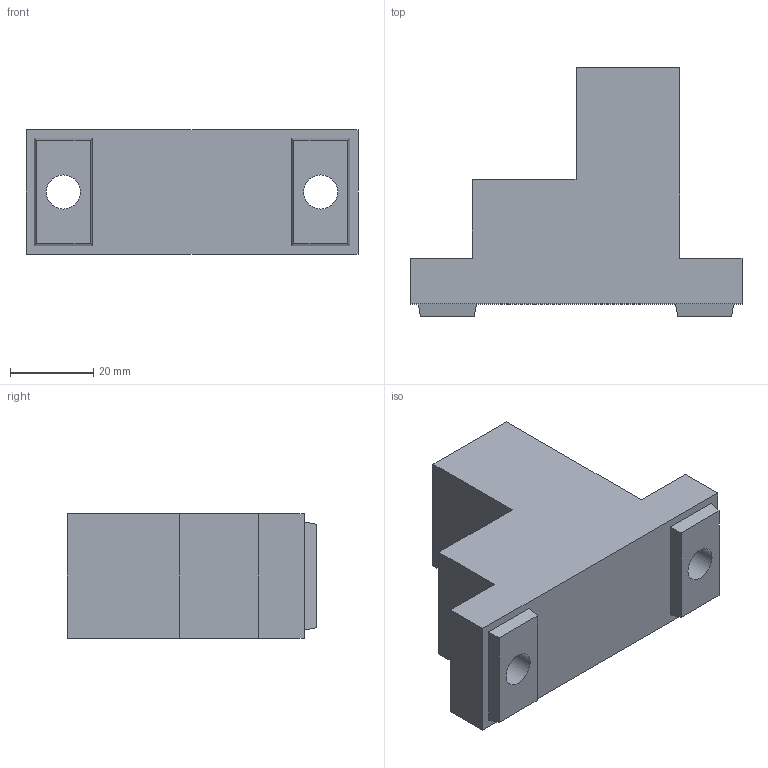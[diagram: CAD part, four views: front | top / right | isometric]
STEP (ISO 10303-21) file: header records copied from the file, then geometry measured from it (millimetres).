
FILE_DESCRIPTION (( 'STEP AP203' ), '1' );
FILE_NAME ('YIS11-2-25 Èçîëÿòîð ñòóïåí÷àòûé ÈÑ2-25 (Ì8) ñèëîâîé ÈÝÊ.STEP', '2016-09-15T07:52:10', ( '' ), ( '' ), 'SwSTEP 2.0', 'SolidWorks 2014', '' );
FILE_SCHEMA (( 'CONFIG_CONTROL_DESIGN' ));
Length unit declared in the file: millimetre
Products named in the file (1): YIS11-2-25 Èçîëÿòîð ñòóïåí÷àòûé ÈÑ2-25 (Ì8) ñèëîâîé ÈÝÊ
Bounding box: 80 x 60 x 30 mm (x, y, z)
Volume: 73880.9 mm3; surface area: 14795 mm2
Topology: 1 solids, 1 shells, 40 faces, 108 edges, 72 vertices
Faces by surface type: plane 34, cylinder 4, cone 2
Full cylindrical faces by diameter (mm): 6.8 x2, 8.2 x2
Entity records: 1259 total; most frequent: CARTESIAN_POINT 207, ORIENTED_EDGE 196, DIRECTION 188, EDGE_CURVE 98, LINE 90, VECTOR 90, VERTEX_POINT 68, EDGE_LOOP 52
